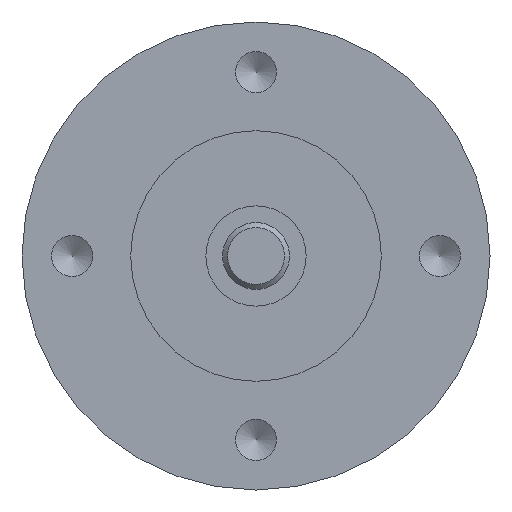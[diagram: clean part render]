
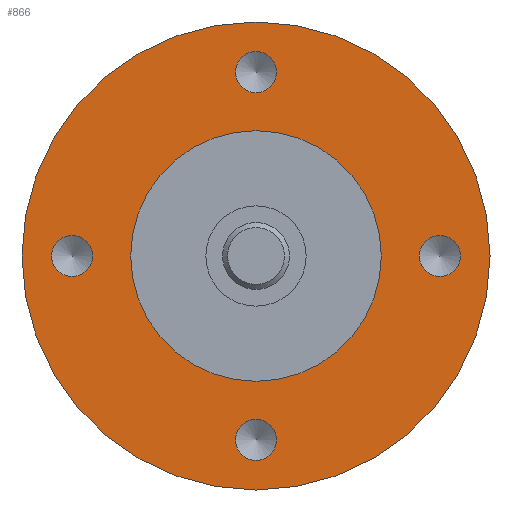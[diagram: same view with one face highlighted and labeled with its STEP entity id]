
A CAD part, front view. The second image highlights one B-rep face of the part: STEP entity #866.
In plain terms, the highlighted planar face has unit normal (0, -1, 0).
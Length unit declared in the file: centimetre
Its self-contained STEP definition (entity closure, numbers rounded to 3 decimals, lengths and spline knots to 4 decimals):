
#65=PLANE('',#976);
#114=FACE_BOUND('',#286,.T.);
#115=FACE_BOUND('',#287,.T.);
#116=FACE_BOUND('',#288,.T.);
#117=FACE_BOUND('',#289,.T.);
#118=FACE_BOUND('',#290,.T.);
#180=FACE_OUTER_BOUND('',#285,.T.);
#285=EDGE_LOOP('',(#691));
#286=EDGE_LOOP('',(#692));
#287=EDGE_LOOP('',(#693));
#288=EDGE_LOOP('',(#694));
#289=EDGE_LOOP('',(#695));
#290=EDGE_LOOP('',(#696));
#389=CIRCLE('',#954,0.123);
#391=CIRCLE('',#957,0.123);
#393=CIRCLE('',#960,0.123);
#395=CIRCLE('',#963,0.123);
#401=CIRCLE('',#975,1.4);
#402=CIRCLE('',#977,0.75);
#472=VERTEX_POINT('',#1457);
#474=VERTEX_POINT('',#1462);
#476=VERTEX_POINT('',#1467);
#478=VERTEX_POINT('',#1472);
#484=VERTEX_POINT('',#1490);
#485=VERTEX_POINT('',#1493);
#553=EDGE_CURVE('',#472,#472,#389,.T.);
#555=EDGE_CURVE('',#474,#474,#391,.T.);
#557=EDGE_CURVE('',#476,#476,#393,.T.);
#559=EDGE_CURVE('',#478,#478,#395,.T.);
#565=EDGE_CURVE('',#484,#484,#401,.T.);
#566=EDGE_CURVE('',#485,#485,#402,.T.);
#691=ORIENTED_EDGE('',*,*,#565,.T.);
#692=ORIENTED_EDGE('',*,*,#553,.T.);
#693=ORIENTED_EDGE('',*,*,#555,.T.);
#694=ORIENTED_EDGE('',*,*,#557,.T.);
#695=ORIENTED_EDGE('',*,*,#559,.T.);
#696=ORIENTED_EDGE('',*,*,#566,.F.);
#866=ADVANCED_FACE('',(#180,#114,#115,#116,#117,#118),#65,.T.);
#954=AXIS2_PLACEMENT_3D('',#1458,#1153,#1154);
#957=AXIS2_PLACEMENT_3D('',#1463,#1159,#1160);
#960=AXIS2_PLACEMENT_3D('',#1468,#1165,#1166);
#963=AXIS2_PLACEMENT_3D('',#1473,#1171,#1172);
#975=AXIS2_PLACEMENT_3D('',#1491,#1195,#1196);
#976=AXIS2_PLACEMENT_3D('',#1492,#1197,#1198);
#977=AXIS2_PLACEMENT_3D('',#1494,#1199,#1200);
#1153=DIRECTION('center_axis',(0.,1.,0.));
#1154=DIRECTION('ref_axis',(0.,0.,1.));
#1159=DIRECTION('center_axis',(0.,1.,0.));
#1160=DIRECTION('ref_axis',(0.,0.,1.));
#1165=DIRECTION('center_axis',(0.,1.,0.));
#1166=DIRECTION('ref_axis',(0.,0.,1.));
#1171=DIRECTION('center_axis',(0.,1.,0.));
#1172=DIRECTION('ref_axis',(0.,0.,1.));
#1195=DIRECTION('center_axis',(0.,-1.,0.));
#1196=DIRECTION('ref_axis',(0.,0.,1.));
#1197=DIRECTION('center_axis',(0.,-1.,0.));
#1198=DIRECTION('ref_axis',(0.,0.,1.));
#1199=DIRECTION('center_axis',(0.,-1.,0.));
#1200=DIRECTION('ref_axis',(0.,0.,1.));
#1457=CARTESIAN_POINT('',(6.6727,0.0171,4.6229));
#1458=CARTESIAN_POINT('Origin',(6.6727,0.0171,4.5));
#1462=CARTESIAN_POINT('',(6.6727,0.0171,6.8229));
#1463=CARTESIAN_POINT('Origin',(6.6727,0.0171,6.7));
#1467=CARTESIAN_POINT('',(5.5727,0.0171,5.7229));
#1468=CARTESIAN_POINT('Origin',(5.5727,0.0171,5.6));
#1472=CARTESIAN_POINT('',(7.7727,0.0171,5.7229));
#1473=CARTESIAN_POINT('Origin',(7.7727,0.0171,5.6));
#1490=CARTESIAN_POINT('',(6.6727,0.0171,7.));
#1491=CARTESIAN_POINT('Origin',(6.6727,0.0171,5.6));
#1492=CARTESIAN_POINT('Origin',(6.6727,0.0171,6.35));
#1493=CARTESIAN_POINT('',(6.6727,0.0171,6.35));
#1494=CARTESIAN_POINT('Origin',(6.6727,0.0171,5.6));
